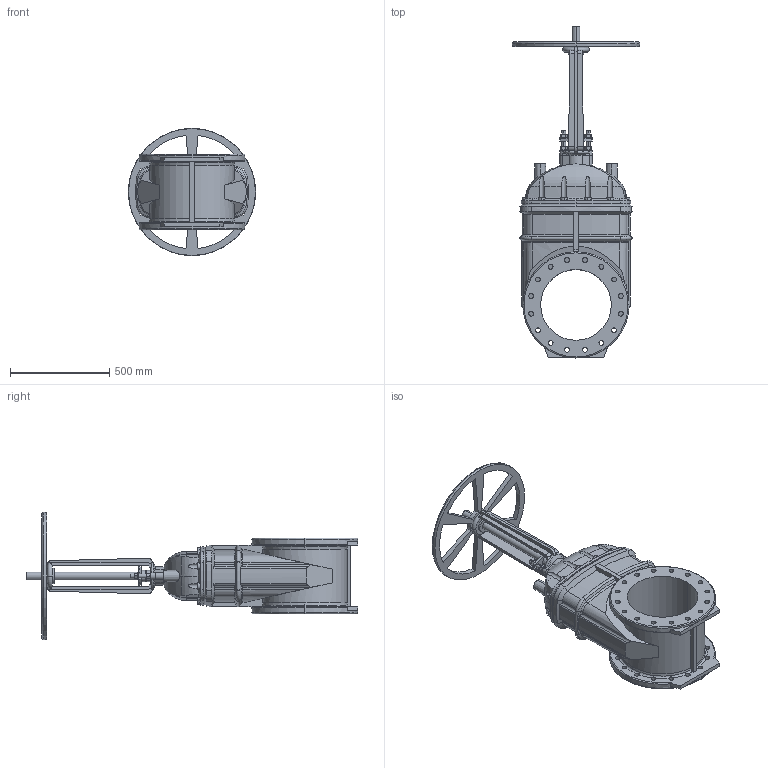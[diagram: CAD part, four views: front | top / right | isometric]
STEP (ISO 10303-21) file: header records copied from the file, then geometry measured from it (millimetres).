
FILE_DESCRIPTION (( 'STEP AP203' ), '1' );
FILE_NAME ('O_45_5C_DN350_X0_AA1_step.step', '2015-08-25T09:25:55', ( 'Windows User' ), ( 'AVK' ), 'SwSTEP 2.0', 'SolidWorks 2012', '' );
FILE_SCHEMA (( 'CONFIG_CONTROL_DESIGN' ));
Length unit declared in the file: millimetre
Products named in the file (1): O_45_5C_DN350_X0_AA1_step
Bounding box: 640 x 1669.5 x 640 mm (x, y, z)
Volume: 93726774.3 mm3; surface area: 3100934 mm2
Topology: 1 solids, 1 shells, 735 faces, 2031 edges, 1290 vertices
Faces by surface type: cylinder 291, plane 198, cone 132, torus 60, bspline 54
Entity records: 30306 total; most frequent: CARTESIAN_POINT 12103, ORIENTED_EDGE 4062, DIRECTION 3559, EDGE_CURVE 2031, AXIS2_PLACEMENT_3D 1460, VERTEX_POINT 1290, EDGE_LOOP 813, CIRCLE 778
